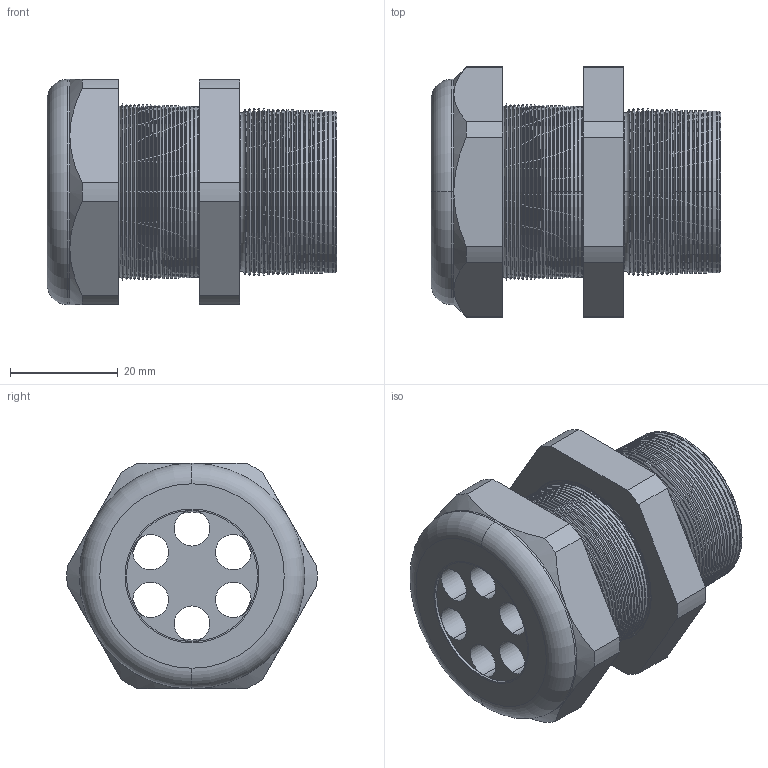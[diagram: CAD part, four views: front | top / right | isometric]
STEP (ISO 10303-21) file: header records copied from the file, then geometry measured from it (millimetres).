
FILE_DESCRIPTION (( 'STEP AP203' ), '1' );
FILE_NAME ('CD29N1-BK.STEP', '2008-06-23T06:13:01', ( 'BSI05' ), ( 'BAYSTATE' ), 'SwSTEP 2.0', 'SolidWorks 2007', '' );
FILE_SCHEMA (( 'CONFIG_CONTROL_DESIGN' ));
Length unit declared in the file: inch
Products named in the file (1): CD29N1-BK
Bounding box: 53.85 x 46.51 x 41.91 mm (x, y, z)
Volume: 33244.8 mm3; surface area: 18497 mm2
Topology: 2 solids, 2 shells, 307 faces, 644 edges, 346 vertices
Faces by surface type: cone 248, cylinder 32, plane 21, torus 6
Entity records: 8183 total; most frequent: DIRECTION 1576, CARTESIAN_POINT 1394, ORIENTED_EDGE 1288, EDGE_CURVE 644, AXIS2_PLACEMENT_3D 636, VERTEX_POINT 346, CIRCLE 328, EDGE_LOOP 326
